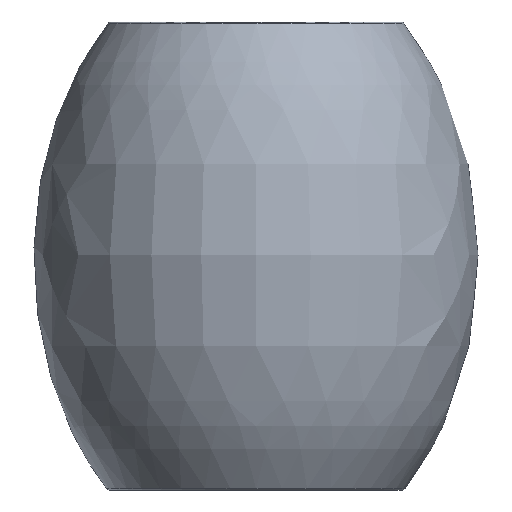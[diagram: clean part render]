
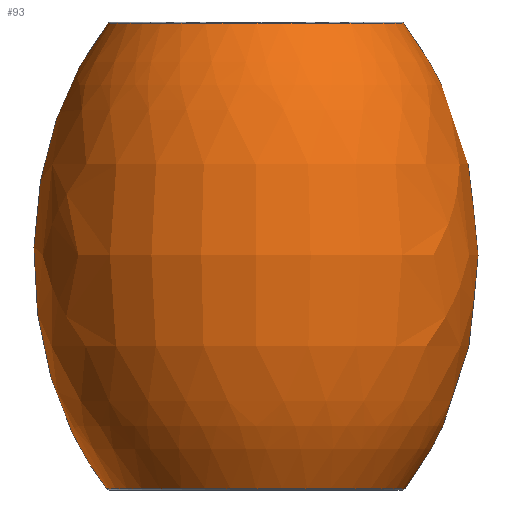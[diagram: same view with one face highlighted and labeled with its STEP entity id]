
A CAD part, front view. The second image highlights one B-rep face of the part: STEP entity #93.
In plain terms, the highlighted free-form (B-spline) face has degree [3, 3] with [4, 7] control points.
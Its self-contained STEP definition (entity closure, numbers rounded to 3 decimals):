
#27=CARTESIAN_POINT('',(-40.669,0.,3.384));
#28=CARTESIAN_POINT('',(-40.669,81.337,3.384));
#29=CARTESIAN_POINT('',(40.669,81.337,3.384));
#30=CARTESIAN_POINT('',(40.669,0.,3.384));
#31=CARTESIAN_POINT('',(40.669,-81.337,3.384));
#32=CARTESIAN_POINT('',(-40.669,-81.337,3.384));
#33=CARTESIAN_POINT('',(-40.669,0.,3.384));
#34=CARTESIAN_POINT('',(-69.17,0.,39.848));
#35=CARTESIAN_POINT('',(-69.17,138.339,39.848));
#36=CARTESIAN_POINT('',(69.17,138.339,39.848));
#37=CARTESIAN_POINT('',(69.17,0.,39.848));
#38=CARTESIAN_POINT('',(69.17,-138.339,39.848));
#39=CARTESIAN_POINT('',(-69.17,-138.339,39.848));
#40=CARTESIAN_POINT('',(-69.17,0.,39.848));
#41=CARTESIAN_POINT('',(-68.958,0.,94.047));
#42=CARTESIAN_POINT('',(-68.958,137.916,94.047));
#43=CARTESIAN_POINT('',(68.958,137.916,94.047));
#44=CARTESIAN_POINT('',(68.958,0.,94.047));
#45=CARTESIAN_POINT('',(68.958,-137.916,94.047));
#46=CARTESIAN_POINT('',(-68.958,-137.916,94.047));
#47=CARTESIAN_POINT('',(-68.958,0.,94.047));
#48=CARTESIAN_POINT('',(-40.283,0.,130.105));
#49=CARTESIAN_POINT('',(-40.283,80.565,130.105));
#50=CARTESIAN_POINT('',(40.283,80.565,130.105));
#51=CARTESIAN_POINT('',(40.283,0.,130.105));
#52=CARTESIAN_POINT('',(40.283,-80.565,130.105));
#53=CARTESIAN_POINT('',(-40.283,-80.565,130.105));
#54=CARTESIAN_POINT('',(-40.283,0.,130.105));
#55=(BOUNDED_SURFACE()
B_SPLINE_SURFACE(3,3,((#27,#28,#29,#30,#31,#32,#33),(#34,#35,#36,#37,#38,#39,#40),(#41,#42,#43,#44,#45,#46,#47),(#48,#49,#50,#51,#52,#53,#54)),.UNSPECIFIED.,.F.,.T.,.U.)
B_SPLINE_SURFACE_WITH_KNOTS((4,4),(4,3,4),(0.279,0.724),(0.,0.5,1.),.UNSPECIFIED.)
GEOMETRIC_REPRESENTATION_ITEM()
RATIONAL_B_SPLINE_SURFACE(((0.598,0.199,0.199,0.598,0.199,0.199,0.598),(0.467,0.156,0.156,0.467,0.156,0.156,0.467),(0.467,0.156,0.156,0.467,0.156,0.156,0.467),(0.6,0.2,0.2,0.6,0.2,0.2,0.6)))
REPRESENTATION_ITEM('')
SURFACE()
);
#56=CARTESIAN_POINT('',(-40.283,-0.,130.105));
#57=VERTEX_POINT('',#56);
#58=CARTESIAN_POINT('',(-40.669,-0.,3.384));
#59=VERTEX_POINT('',#58);
#60=CARTESIAN_POINT('',(-40.283,0.,130.105));
#61=CARTESIAN_POINT('',(-68.958,0.,94.047));
#62=CARTESIAN_POINT('',(-69.17,0.,39.848));
#63=CARTESIAN_POINT('',(-40.669,0.,3.384));
#64=(BOUNDED_CURVE()
B_SPLINE_CURVE(3,(#60,#61,#62,#63),.UNSPECIFIED.,.F.,.F.)
B_SPLINE_CURVE_WITH_KNOTS((4,4),(0.276,0.721),.UNSPECIFIED.)
CURVE()
GEOMETRIC_REPRESENTATION_ITEM()
RATIONAL_B_SPLINE_CURVE((0.6,0.467,0.467,0.598))
REPRESENTATION_ITEM(''));
#65=EDGE_CURVE('',#57,#59,#64,.T.);
#66=ORIENTED_EDGE('',*,*,#65,.T.);
#67=CARTESIAN_POINT('',(-0.,0.,3.384));
#68=DIRECTION('',(-0.,-0.,1.));
#69=DIRECTION('',(-1.,0.,0.));
#70=AXIS2_PLACEMENT_3D('',#67,#68,#69);
#71=CIRCLE('',#70,40.669);
#72=EDGE_CURVE('',#59,#59,#71,.T.);
#73=ORIENTED_EDGE('',*,*,#72,.T.);
#74=ORIENTED_EDGE('',*,*,#65,.F.);
#75=CARTESIAN_POINT('',(40.283,0.,130.105));
#76=VERTEX_POINT('',#75);
#77=CARTESIAN_POINT('',(-0.,0.,130.105));
#78=DIRECTION('',(0.,0.,-1.));
#79=DIRECTION('',(-1.,0.,0.));
#80=AXIS2_PLACEMENT_3D('',#77,#78,#79);
#81=CIRCLE('',#80,40.283);
#82=EDGE_CURVE('',#57,#76,#81,.T.);
#83=ORIENTED_EDGE('',*,*,#82,.T.);
#84=CARTESIAN_POINT('',(-0.,0.,130.105));
#85=DIRECTION('',(0.,0.,-1.));
#86=DIRECTION('',(-1.,0.,0.));
#87=AXIS2_PLACEMENT_3D('',#84,#85,#86);
#88=CIRCLE('',#87,40.283);
#89=EDGE_CURVE('',#76,#57,#88,.T.);
#90=ORIENTED_EDGE('',*,*,#89,.T.);
#91=EDGE_LOOP('',(#66,#73,#74,#83,#90));
#92=FACE_BOUND('',#91,.T.);
#93=ADVANCED_FACE('',(#92),#55,.T.);
